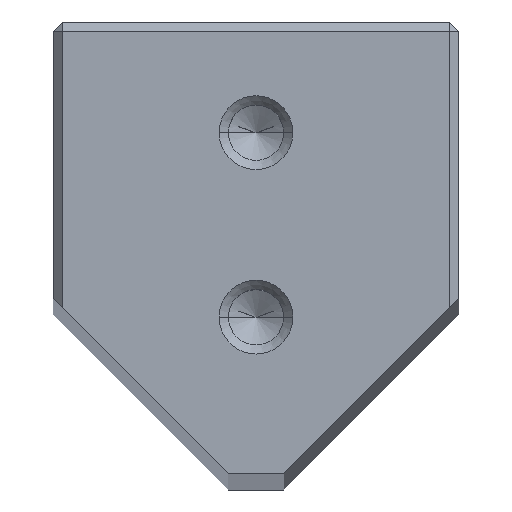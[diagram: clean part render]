
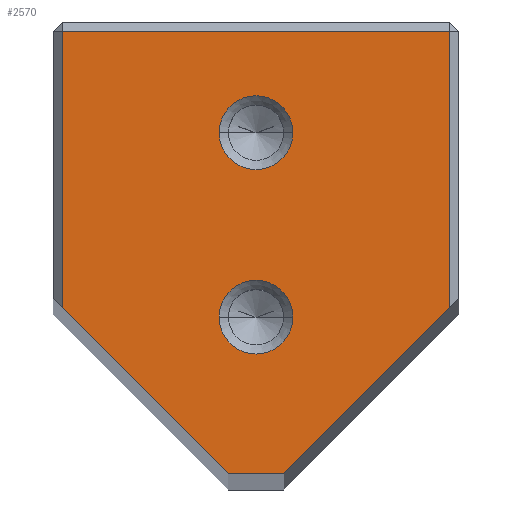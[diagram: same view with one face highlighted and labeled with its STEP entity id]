
A CAD part, top view. The second image highlights one B-rep face of the part: STEP entity #2570.
In plain terms, the highlighted planar face has unit normal (0, 0, 1).
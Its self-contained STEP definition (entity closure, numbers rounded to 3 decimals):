
#2570=ADVANCED_FACE('',(#3453,#3454,#3455),#2911,.T.);
#2911=PLANE('',#9007);
#3145=CIRCLE('',#8901,2.);
#3147=CIRCLE('',#8904,2.);
#3212=CIRCLE('',#9005,2.);
#3213=CIRCLE('',#9006,2.);
#3453=FACE_BOUND('',#3562,.T.);
#3454=FACE_BOUND('',#3563,.T.);
#3455=FACE_BOUND('',#3564,.T.);
#3562=EDGE_LOOP('',(#4364,#4365));
#3563=EDGE_LOOP('',(#4366,#4367));
#3564=EDGE_LOOP('',(#4368,#4369,#4370,#4371,#4372,#4373));
#4364=ORIENTED_EDGE('',*,*,#6775,.T.);
#4365=ORIENTED_EDGE('',*,*,#6912,.T.);
#4366=ORIENTED_EDGE('',*,*,#6771,.T.);
#4367=ORIENTED_EDGE('',*,*,#6913,.T.);
#4368=ORIENTED_EDGE('',*,*,#6892,.T.);
#4369=ORIENTED_EDGE('',*,*,#6914,.T.);
#4370=ORIENTED_EDGE('',*,*,#6915,.T.);
#4371=ORIENTED_EDGE('',*,*,#6916,.T.);
#4372=ORIENTED_EDGE('',*,*,#6898,.T.);
#4373=ORIENTED_EDGE('',*,*,#6894,.T.);
#6123=VERTEX_POINT('',#11511);
#6124=VERTEX_POINT('',#11513);
#6127=VERTEX_POINT('',#11520);
#6128=VERTEX_POINT('',#11522);
#6211=VERTEX_POINT('',#11752);
#6212=VERTEX_POINT('',#11754);
#6213=VERTEX_POINT('',#11758);
#6216=VERTEX_POINT('',#11766);
#6223=VERTEX_POINT('',#11792);
#6224=VERTEX_POINT('',#11794);
#6771=EDGE_CURVE('',#6124,#6123,#3145,.T.);
#6775=EDGE_CURVE('',#6128,#6127,#3147,.T.);
#6892=EDGE_CURVE('',#6212,#6211,#7715,.T.);
#6894=EDGE_CURVE('',#6213,#6212,#7717,.T.);
#6898=EDGE_CURVE('',#6216,#6213,#7721,.T.);
#6912=EDGE_CURVE('',#6127,#6128,#3212,.T.);
#6913=EDGE_CURVE('',#6123,#6124,#3213,.T.);
#6914=EDGE_CURVE('',#6211,#6223,#7730,.T.);
#6915=EDGE_CURVE('',#6223,#6224,#7731,.T.);
#6916=EDGE_CURVE('',#6224,#6216,#7732,.T.);
#7715=LINE('',#11753,#8409);
#7717=LINE('',#11757,#8411);
#7721=LINE('',#11765,#8415);
#7730=LINE('',#11791,#8424);
#7731=LINE('',#11793,#8425);
#7732=LINE('',#11795,#8426);
#8409=VECTOR('',#9734,1.);
#8411=VECTOR('',#9738,1.);
#8415=VECTOR('',#9744,1.);
#8424=VECTOR('',#9773,1.);
#8425=VECTOR('',#9774,1.);
#8426=VECTOR('',#9775,1.);
#8901=AXIS2_PLACEMENT_3D('',#11512,#9487,#9488);
#8904=AXIS2_PLACEMENT_3D('',#11521,#9495,#9496);
#9005=AXIS2_PLACEMENT_3D('',#11789,#9769,#9770);
#9006=AXIS2_PLACEMENT_3D('',#11790,#9771,#9772);
#9007=AXIS2_PLACEMENT_3D('',#11796,#9776,#9777);
#9487=DIRECTION('',(0.,0.,-1.));
#9488=DIRECTION('',(1.,0.,0.));
#9495=DIRECTION('',(0.,0.,-1.));
#9496=DIRECTION('',(1.,0.,0.));
#9734=DIRECTION('',(0.707,0.707,0.));
#9738=DIRECTION('',(1.,0.,0.));
#9744=DIRECTION('',(0.707,-0.707,0.));
#9769=DIRECTION('',(0.,0.,-1.));
#9770=DIRECTION('',(1.,0.,0.));
#9771=DIRECTION('',(0.,0.,-1.));
#9772=DIRECTION('',(1.,0.,0.));
#9773=DIRECTION('',(0.,1.,0.));
#9774=DIRECTION('',(-1.,0.,0.));
#9775=DIRECTION('',(0.,-1.,0.));
#9776=DIRECTION('',(0.,0.,1.));
#9777=DIRECTION('',(1.,0.,0.));
#11511=CARTESIAN_POINT('',(-2.,38.,0.));
#11512=CARTESIAN_POINT('',(0.,38.,0.));
#11513=CARTESIAN_POINT('',(2.,38.,0.));
#11520=CARTESIAN_POINT('',(-2.,28.,0.));
#11521=CARTESIAN_POINT('',(0.,28.,0.));
#11522=CARTESIAN_POINT('',(2.,28.,0.));
#11752=CARTESIAN_POINT('',(10.5,28.5,0.));
#11753=CARTESIAN_POINT('',(1.5,19.5,0.));
#11754=CARTESIAN_POINT('',(1.5,19.5,0.));
#11757=CARTESIAN_POINT('',(-1.5,19.5,0.));
#11758=CARTESIAN_POINT('',(-1.5,19.5,0.));
#11765=CARTESIAN_POINT('',(-1.5,19.5,0.));
#11766=CARTESIAN_POINT('',(-10.5,28.5,0.));
#11789=CARTESIAN_POINT('',(0.,28.,0.));
#11790=CARTESIAN_POINT('',(0.,38.,0.));
#11791=CARTESIAN_POINT('',(10.5,18.,0.));
#11792=CARTESIAN_POINT('',(10.5,43.5,0.));
#11793=CARTESIAN_POINT('',(0.,43.5,0.));
#11794=CARTESIAN_POINT('',(-10.5,43.5,0.));
#11795=CARTESIAN_POINT('',(-10.5,18.,0.));
#11796=CARTESIAN_POINT('',(0.,18.,0.));
